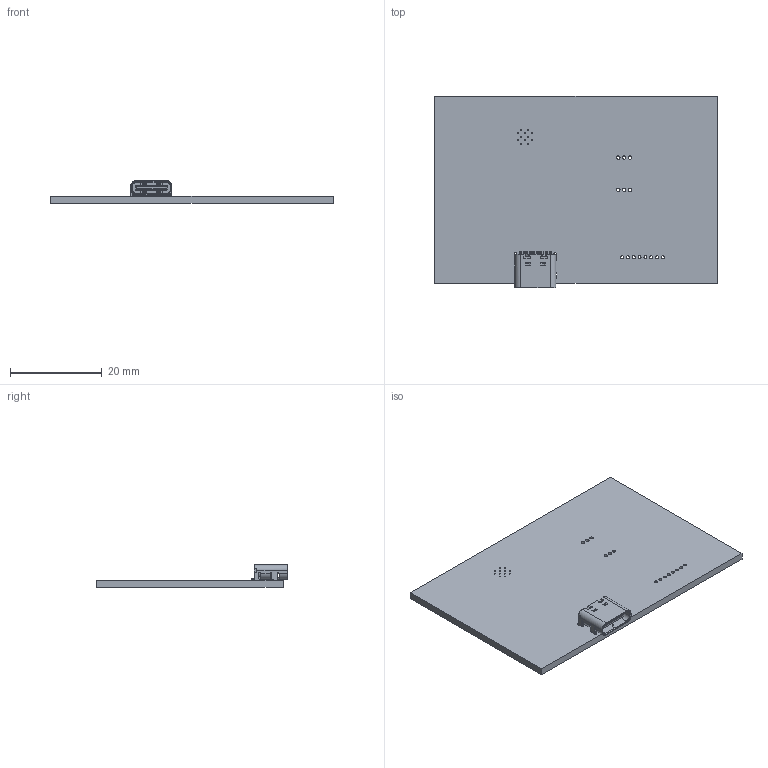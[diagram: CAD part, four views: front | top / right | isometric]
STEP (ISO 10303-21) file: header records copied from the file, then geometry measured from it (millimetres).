
FILE_DESCRIPTION(('KiCad electronic assembly'),'2;1');
FILE_NAME('masbrobot.step','2023-05-30T09:56:59',('Pcbnew'),('Kicad'), 'Open CASCADE STEP processor 7.6','KiCad to STEP converter','Unknown' );
FILE_SCHEMA(('AUTOMOTIVE_DESIGN { 1 0 10303 214 1 1 1 1 }'));
Length unit declared in the file: millimetre
Products named in the file (4): masbrobot 1; TYPE-C-31-M-12; COMPOUND; masbrobot PCB
Assembly tree (3 placements, depth 3):
  masbrobot 1
    TYPE-C-31-M-12
      COMPOUND
    masbrobot PCB
Bounding box: 61.59 x 41.62 x 4.94 mm (x, y, z)
Volume: 4053.8 mm3; surface area: 5918.1 mm2
Topology: 43 solids, 43 shells, 803 faces, 2007 edges, 1298 vertices
Faces by surface type: plane 635, cylinder 148, cone 20
Full cylindrical faces by diameter (mm): 0.2 x12, 0.6 x2, 0.65 x8, 0.75 x6
Entity records: 51461 total; most frequent: CARTESIAN_POINT 10740, DIRECTION 7531, LINE 5265, VECTOR 5265, ORIENTED_EDGE 4014, PCURVE 4014, DEFINITIONAL_REPRESENTATION 4014, EDGE_CURVE 2007
